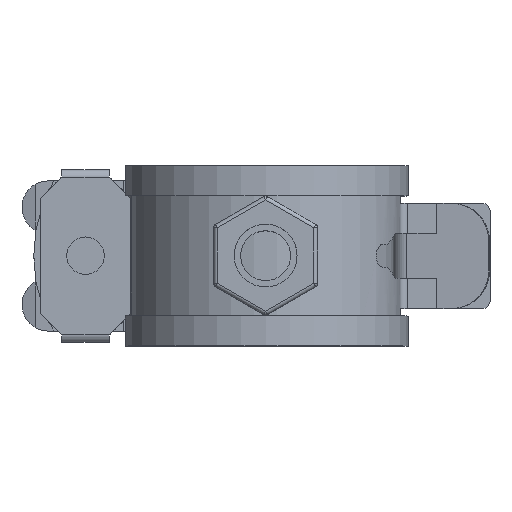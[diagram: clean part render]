
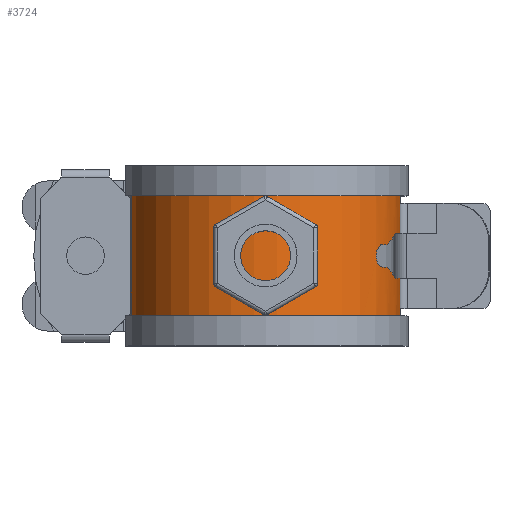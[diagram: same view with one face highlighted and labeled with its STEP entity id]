
A CAD part, top view. The second image highlights one B-rep face of the part: STEP entity #3724.
In plain terms, the highlighted cylindrical face has radius 18 mm (diameter 36 mm), a partial arc.
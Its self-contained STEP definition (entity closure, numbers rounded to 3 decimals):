
#36=B_SPLINE_CURVE_WITH_KNOTS('',3,(#6555,#6556,#6557,#6558,#6559,#6560,
#6561),.UNSPECIFIED.,.F.,.F.,(4,1,1,1,4),(0.,0.001,
0.002,0.004,0.005),
 .UNSPECIFIED.);
#40=ELLIPSE('',#4796,20.125,18.);
#41=ELLIPSE('',#4799,20.125,18.);
#283=LINE('',#6569,#635);
#284=LINE('',#6571,#636);
#285=LINE('',#6575,#637);
#286=LINE('',#6579,#638);
#287=LINE('',#6581,#639);
#635=VECTOR('',#5338,1000.);
#636=VECTOR('',#5339,1000.);
#637=VECTOR('',#5342,1000.);
#638=VECTOR('',#5345,1000.);
#639=VECTOR('',#5346,1000.);
#1073=ORIENTED_EDGE('',*,*,#2112,.F.);
#1074=ORIENTED_EDGE('',*,*,#2113,.T.);
#1075=ORIENTED_EDGE('',*,*,#2114,.T.);
#1076=ORIENTED_EDGE('',*,*,#2115,.T.);
#1077=ORIENTED_EDGE('',*,*,#2116,.T.);
#1078=ORIENTED_EDGE('',*,*,#2117,.T.);
#1079=ORIENTED_EDGE('',*,*,#2118,.T.);
#1080=ORIENTED_EDGE('',*,*,#2119,.T.);
#1081=ORIENTED_EDGE('',*,*,#2120,.F.);
#1082=ORIENTED_EDGE('',*,*,#2121,.T.);
#1083=ORIENTED_EDGE('',*,*,#2122,.F.);
#1084=ORIENTED_EDGE('',*,*,#2123,.F.);
#1085=ORIENTED_EDGE('',*,*,#2124,.T.);
#1086=ORIENTED_EDGE('',*,*,#2125,.T.);
#2112=EDGE_CURVE('',#2642,#2643,#2966,.T.);
#2113=EDGE_CURVE('',#2642,#2644,#40,.T.);
#2114=EDGE_CURVE('',#2644,#2645,#2967,.T.);
#2115=EDGE_CURVE('',#2645,#2646,#36,.T.);
#2116=EDGE_CURVE('',#2646,#2647,#2968,.T.);
#2117=EDGE_CURVE('',#2647,#2648,#41,.T.);
#2118=EDGE_CURVE('',#2648,#2649,#2969,.T.);
#2119=EDGE_CURVE('',#2649,#2650,#283,.T.);
#2120=EDGE_CURVE('',#2651,#2650,#284,.F.);
#2121=EDGE_CURVE('',#2651,#2652,#2970,.T.);
#2122=EDGE_CURVE('',#2653,#2652,#285,.T.);
#2123=EDGE_CURVE('',#2654,#2653,#2971,.T.);
#2124=EDGE_CURVE('',#2654,#2655,#286,.T.);
#2125=EDGE_CURVE('',#2655,#2643,#287,.T.);
#2642=VERTEX_POINT('',#6549);
#2643=VERTEX_POINT('',#6550);
#2644=VERTEX_POINT('',#6552);
#2645=VERTEX_POINT('',#6554);
#2646=VERTEX_POINT('',#6562);
#2647=VERTEX_POINT('',#6564);
#2648=VERTEX_POINT('',#6566);
#2649=VERTEX_POINT('',#6568);
#2650=VERTEX_POINT('',#6570);
#2651=VERTEX_POINT('',#6572);
#2652=VERTEX_POINT('',#6574);
#2653=VERTEX_POINT('',#6576);
#2654=VERTEX_POINT('',#6578);
#2655=VERTEX_POINT('',#6580);
#2966=CIRCLE('',#4795,18.);
#2967=CIRCLE('',#4797,18.);
#2968=CIRCLE('',#4798,18.);
#2969=CIRCLE('',#4800,18.);
#2970=CIRCLE('',#4801,18.);
#2971=CIRCLE('',#4802,18.);
#3150=EDGE_LOOP('',(#1073,#1074,#1075,#1076,#1077,#1078,#1079,#1080,#1081,
#1082,#1083,#1084,#1085,#1086));
#3404=FACE_BOUND('',#3150,.T.);
#3644=CYLINDRICAL_SURFACE('',#4794,18.);
#3724=ADVANCED_FACE('',(#3404),#3644,.T.);
#4794=AXIS2_PLACEMENT_3D('',#6547,#5324,#5325);
#4795=AXIS2_PLACEMENT_3D('',#6548,#5326,#5327);
#4796=AXIS2_PLACEMENT_3D('',#6551,#5328,#5329);
#4797=AXIS2_PLACEMENT_3D('',#6553,#5330,#5331);
#4798=AXIS2_PLACEMENT_3D('',#6563,#5332,#5333);
#4799=AXIS2_PLACEMENT_3D('',#6565,#5334,#5335);
#4800=AXIS2_PLACEMENT_3D('',#6567,#5336,#5337);
#4801=AXIS2_PLACEMENT_3D('',#6573,#5340,#5341);
#4802=AXIS2_PLACEMENT_3D('',#6577,#5343,#5344);
#5324=DIRECTION('',(0.,1.,0.));
#5325=DIRECTION('',(0.,0.,1.));
#5326=DIRECTION('',(0.,1.,0.));
#5327=DIRECTION('',(0.,0.,1.));
#5328=DIRECTION('',(-0.184,-0.894,0.407));
#5329=DIRECTION('',(-0.369,0.447,0.815));
#5330=DIRECTION('',(0.,-1.,0.));
#5331=DIRECTION('',(0.,0.,-1.));
#5332=DIRECTION('',(0.,1.,0.));
#5333=DIRECTION('',(0.,0.,1.));
#5334=DIRECTION('',(-0.184,0.894,0.407));
#5335=DIRECTION('',(0.369,0.447,-0.815));
#5336=DIRECTION('',(0.,1.,0.));
#5337=DIRECTION('',(0.,0.,1.));
#5338=DIRECTION('',(0.,1.,0.));
#5339=DIRECTION('',(0.,1.,0.));
#5340=DIRECTION('',(0.,-1.,0.));
#5341=DIRECTION('',(1.,0.,0.));
#5342=DIRECTION('',(0.,1.,0.));
#5343=DIRECTION('',(0.,-1.,0.));
#5344=DIRECTION('',(1.,0.,0.));
#5345=DIRECTION('',(0.,1.,0.));
#5346=DIRECTION('',(0.,1.,0.));
#6547=CARTESIAN_POINT('',(0.,-10.,0.));
#6548=CARTESIAN_POINT('',(0.,-3.,0.));
#6549=CARTESIAN_POINT('',(17.314,-3.,4.922));
#6550=CARTESIAN_POINT('',(17.9,-3.,1.895));
#6551=CARTESIAN_POINT('',(0.,-1.672,0.));
#6552=CARTESIAN_POINT('',(16.253,-1.5,7.735));
#6553=CARTESIAN_POINT('',(0.,-1.5,0.));
#6554=CARTESIAN_POINT('',(15.551,-1.5,9.064));
#6555=CARTESIAN_POINT('',(15.551,-1.5,9.064));
#6556=CARTESIAN_POINT('',(15.351,-1.5,9.408));
#6557=CARTESIAN_POINT('',(14.93,-1.178,10.067));
#6558=CARTESIAN_POINT('',(14.635,-0.002,10.477));
#6559=CARTESIAN_POINT('',(14.93,1.178,10.068));
#6560=CARTESIAN_POINT('',(15.351,1.5,9.408));
#6561=CARTESIAN_POINT('',(15.551,1.5,9.064));
#6562=CARTESIAN_POINT('',(15.551,1.5,9.064));
#6563=CARTESIAN_POINT('',(0.,1.5,0.));
#6564=CARTESIAN_POINT('',(16.253,1.5,7.735));
#6565=CARTESIAN_POINT('',(0.,1.672,0.));
#6566=CARTESIAN_POINT('',(17.314,3.,4.922));
#6567=CARTESIAN_POINT('',(0.,3.,0.));
#6568=CARTESIAN_POINT('',(17.9,3.,1.895));
#6569=CARTESIAN_POINT('',(17.9,-10.,1.895));
#6570=CARTESIAN_POINT('',(17.9,7.,1.895));
#6571=CARTESIAN_POINT('',(17.9,-10.,1.895));
#6572=CARTESIAN_POINT('',(17.9,10.,1.895));
#6573=CARTESIAN_POINT('',(0.,10.,0.));
#6574=CARTESIAN_POINT('',(-17.9,10.,1.895));
#6575=CARTESIAN_POINT('',(-17.9,-10.,1.895));
#6576=CARTESIAN_POINT('',(-17.9,-10.,1.895));
#6577=CARTESIAN_POINT('',(0.,-10.,0.));
#6578=CARTESIAN_POINT('',(17.9,-10.,1.895));
#6579=CARTESIAN_POINT('',(17.9,-10.,1.895));
#6580=CARTESIAN_POINT('',(17.9,-7.,1.895));
#6581=CARTESIAN_POINT('',(17.9,-10.,1.895));
